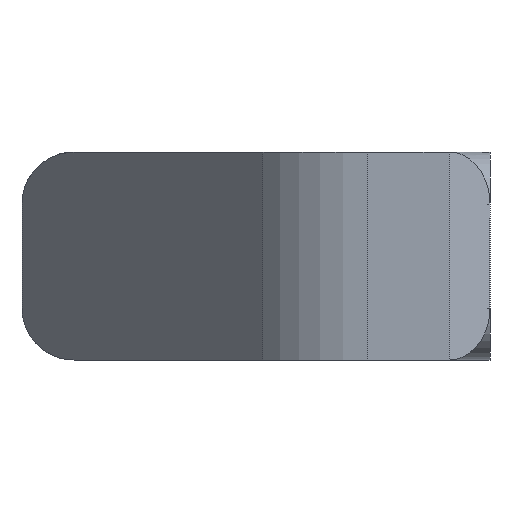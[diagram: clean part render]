
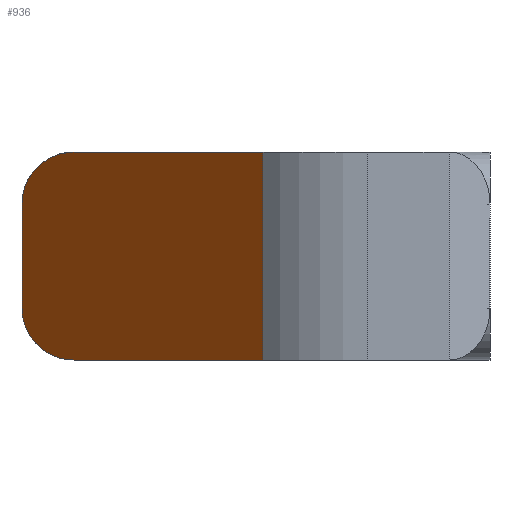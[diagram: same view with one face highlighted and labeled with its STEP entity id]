
A CAD part, left-side view. The second image highlights one B-rep face of the part: STEP entity #936.
In plain terms, the highlighted planar face has unit normal (-0.622, 0.783, 0).
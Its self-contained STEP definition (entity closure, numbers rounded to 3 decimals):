
#88=DIRECTION('',(-0.783,-0.622,0.));
#89=VECTOR('',#88,29.204);
#90=CARTESIAN_POINT('',(-164.151,40.,0.));
#91=LINE('',#90,#89);
#222=DIRECTION('',(-0.783,-0.622,0.));
#223=VECTOR('',#222,29.204);
#224=CARTESIAN_POINT('',(-164.151,40.,20.));
#225=LINE('',#224,#223);
#367=CARTESIAN_POINT('',(-157.859,45.,5.));
#368=CARTESIAN_POINT('',(-157.859,45.,4.457));
#369=CARTESIAN_POINT('',(-158.052,44.847,3.616));
#370=CARTESIAN_POINT('',(-158.73,44.308,2.31));
#371=CARTESIAN_POINT('',(-159.948,43.34,1.15));
#372=CARTESIAN_POINT('',(-161.8,41.868,0.256));
#373=CARTESIAN_POINT('',(-163.3,40.676,0.));
#374=CARTESIAN_POINT('',(-164.151,40.,0.));
#376=DIRECTION('',(0.,0.,1.));
#377=VECTOR('',#376,10.);
#378=CARTESIAN_POINT('',(-157.859,45.,5.));
#379=LINE('',#378,#377);
#380=CARTESIAN_POINT('',(-164.151,40.,20.));
#381=CARTESIAN_POINT('',(-163.3,40.676,20.));
#382=CARTESIAN_POINT('',(-161.8,41.868,19.744));
#383=CARTESIAN_POINT('',(-159.948,43.34,18.85));
#384=CARTESIAN_POINT('',(-158.73,44.308,17.69));
#385=CARTESIAN_POINT('',(-158.052,44.847,16.384));
#386=CARTESIAN_POINT('',(-157.859,45.,15.543));
#387=CARTESIAN_POINT('',(-157.859,45.,15.));
#389=DIRECTION('',(0.,0.,1.));
#390=VECTOR('',#389,20.);
#391=CARTESIAN_POINT('',(-187.014,21.831,0.));
#392=LINE('',#391,#390);
#449=CARTESIAN_POINT('',(-187.014,21.831,20.));
#451=VERTEX_POINT('',#449);
#455=CARTESIAN_POINT('',(-187.014,21.831,0.));
#456=VERTEX_POINT('',#455);
#459=CARTESIAN_POINT('',(-157.859,45.,5.));
#460=VERTEX_POINT('',#459);
#461=VERTEX_POINT('',#374);
#462=VERTEX_POINT('',#380);
#463=VERTEX_POINT('',#387);
#922=CARTESIAN_POINT('',(-161.957,41.743,0.));
#923=DIRECTION('',(-0.622,0.783,0.));
#924=DIRECTION('',(-0.783,-0.622,0.));
#925=AXIS2_PLACEMENT_3D('',#922,#923,#924);
#926=PLANE('',#925);
#927=ORIENTED_EDGE('',*,*,#889,.F.);
#928=ORIENTED_EDGE('',*,*,#904,.T.);
#929=ORIENTED_EDGE('',*,*,#914,.F.);
#930=ORIENTED_EDGE('',*,*,#768,.T.);
#932=ORIENTED_EDGE('',*,*,#931,.F.);
#933=ORIENTED_EDGE('',*,*,#627,.F.);
#934=EDGE_LOOP('',(#927,#928,#929,#930,#932,#933));
#935=FACE_OUTER_BOUND('',#934,.F.);
#936=ADVANCED_FACE('',(#935),#926,.T.);
#375=B_SPLINE_CURVE_WITH_KNOTS('',3,(#367,#368,#369,#370,#371,#372,#373,#374),
.UNSPECIFIED.,.F.,.F.,(4,1,1,1,1,4),(0.,0.125,0.25,0.5,0.75,1.),
.UNSPECIFIED.);
#388=B_SPLINE_CURVE_WITH_KNOTS('',3,(#380,#381,#382,#383,#384,#385,#386,#387),
.UNSPECIFIED.,.F.,.F.,(4,1,1,1,1,4),(0.,0.25,0.5,0.75,0.875,1.),
.UNSPECIFIED.);
#627=EDGE_CURVE('',#461,#456,#91,.T.);
#768=EDGE_CURVE('',#462,#451,#225,.T.);
#889=EDGE_CURVE('',#460,#461,#375,.T.);
#904=EDGE_CURVE('',#460,#463,#379,.T.);
#914=EDGE_CURVE('',#462,#463,#388,.T.);
#931=EDGE_CURVE('',#456,#451,#392,.T.);
